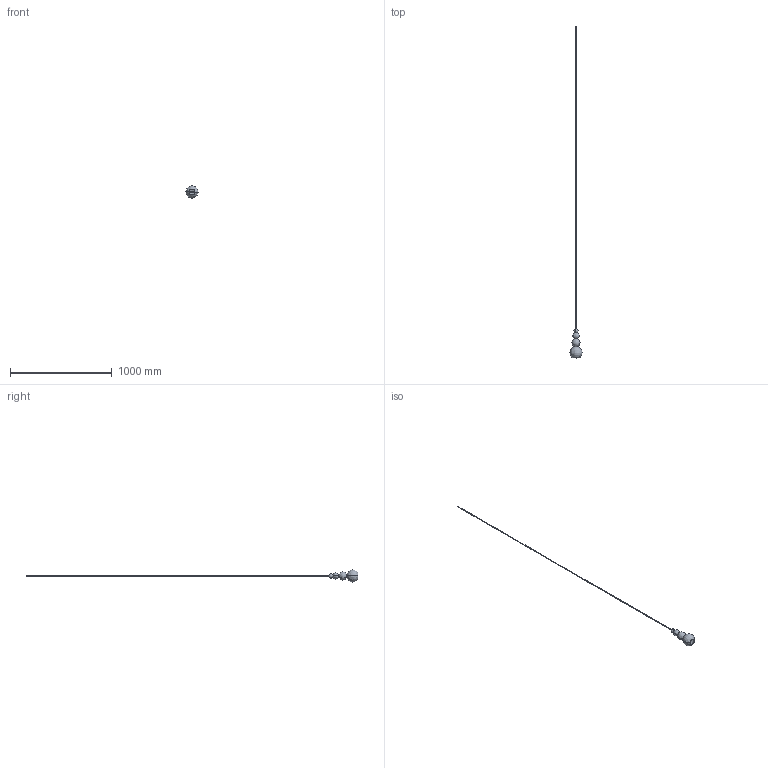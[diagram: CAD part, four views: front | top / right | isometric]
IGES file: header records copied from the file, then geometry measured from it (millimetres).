
Global section: file name:Innermost_Bubble_(4Ball).igs; native system: Rhinoceros ( Oct 24 2012 ); preprocessor: Trout Lake IGES 012 Oct 24 2012; date: 160516.071911; units: millimetre
Bounding box: 118.64 x 3270.94 x 119.55 mm (x, y, z)
Surface area: 205580.4 mm2 (no closed solid volume)
Topology: 0 solids, 0 shells, 30 faces, 229 edges, 201 vertices
Faces by surface type: bspline 30
